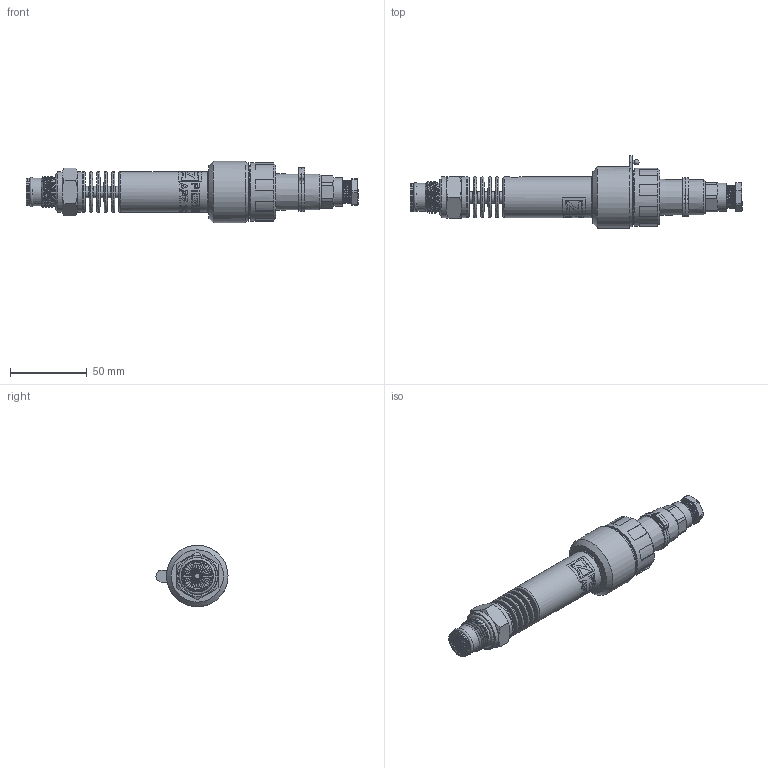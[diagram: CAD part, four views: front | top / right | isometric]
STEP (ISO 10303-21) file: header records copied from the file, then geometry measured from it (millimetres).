
FILE_DESCRIPTION(/* description */ (''),/* implementation_level */ '2;1');
FILE_NAME(/* name */ 'APZ3420m_G1''2DIN-solidflush_radiator_6.step',/* time_stamp */ '2021-07-06T15:56:49+03:00',/* author */ (''),/* organization */ (''),/* preprocessor_version */ 'ST-DEVELOPER v18.1',/* originating_system */ 'Autodesk Translation Framework v10.9.0.1377',/* authorisation */ '');
FILE_SCHEMA (('AUTOMOTIVE_DESIGN { 1 0 10303 214 3 1 1 }'));
Length unit declared in the file: millimetre
Products named in the file (10): АПЗ 3420м заполненная; Buccaneer assembly; Bucaneer male v11; px0735-p; px0735-p_1; Bucaneer female v5; px0736-s; px0736-s_2; shell radiator; G 1/2 flush diaphragm
Assembly tree (9 placements, depth 5):
  АПЗ 3420м заполненная
    Buccaneer assembly
      Bucaneer male v11
        px0735-p
          px0735-p_1
      Bucaneer female v5
        px0736-s
          px0736-s_2
    shell radiator
    G 1/2 flush diaphragm
Bounding box: 216.09 x 46.89 x 40 mm (x, y, z)
Volume: 104191.8 mm3; surface area: 60155.9 mm2
Topology: 16 solids, 20 shells, 1785 faces, 4888 edges, 3211 vertices
Faces by surface type: plane 1032, bspline 315, cylinder 240, cone 134, torus 53, sphere 11
Full cylindrical faces by diameter (mm): 2 x2, 2.03 x1, 2.413 x4, 2.439 x6, 2.459 x2, 2.464 x2, 2.87 x4, 3 x4, 3.302 x6, 3.734 x2, 4 x1, 4.1 x6, 4.19 x2, 4.47 x2, 7.183 x1, 7.5 x5, 8.255 x1, 9.53 x2, 11.938 x1, 12.09 x1, 13.716 x1, 13.741 x5, 14.021 x1, 14.884 x6, 15 x1, 15.062 x9, 16.61 x1, 17 x1, 17.4 x1, 18 x4
Entity records: 91491 total; most frequent: CARTESIAN_POINT 48163, ORIENTED_EDGE 9750, DIRECTION 7633, EDGE_CURVE 4875, VERTEX_POINT 3211, LINE 3023, VECTOR 3023, AXIS2_PLACEMENT_3D 2305
